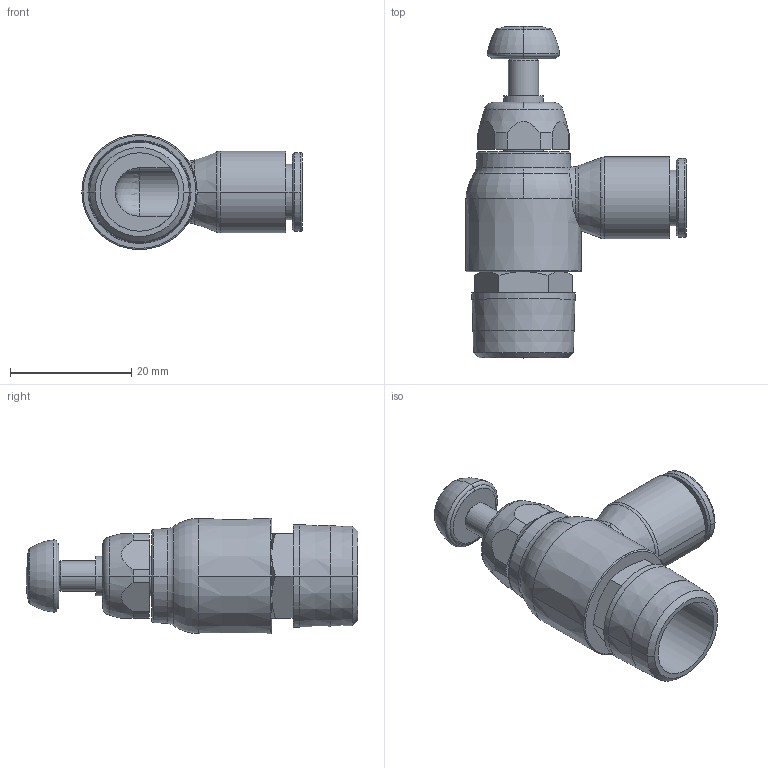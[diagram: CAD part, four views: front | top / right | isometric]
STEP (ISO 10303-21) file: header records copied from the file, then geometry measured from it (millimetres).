
FILE_DESCRIPTION(('STEP AP214'),'1');
FILE_NAME('7067_08_17.stp','2016-07-07T14:31:56',('TraceParts'),('TraceParts S.A.'),'Spatial InterOp 3D',' ',' ');
FILE_SCHEMA(('automotive_design'));
Length unit declared in the file: millimetre
Products named in the file (1): 1
Bounding box: 36.3 x 54.7 x 19 mm (x, y, z)
Volume: 7501 mm3; surface area: 6001.8 mm2
Topology: 1 solids, 1 shells, 113 faces, 286 edges, 184 vertices
Faces by surface type: torus 29, cone 28, cylinder 28, plane 27, sphere 1
Entity records: 3632 total; most frequent: CARTESIAN_POINT 816, DIRECTION 651, ORIENTED_EDGE 568, AXIS2_PLACEMENT_3D 285, EDGE_CURVE 284, VERTEX_POINT 184, CIRCLE 171, EDGE_LOOP 126
